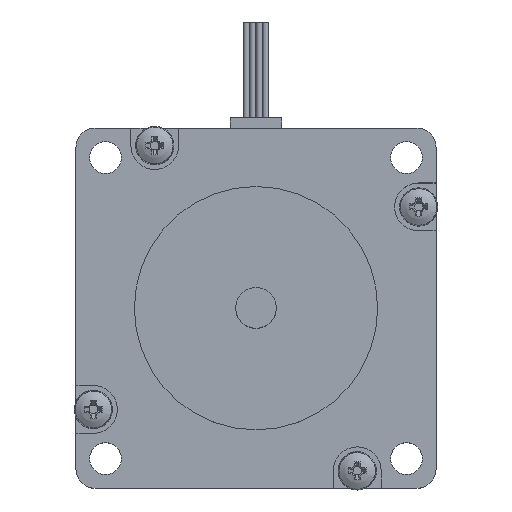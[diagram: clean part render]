
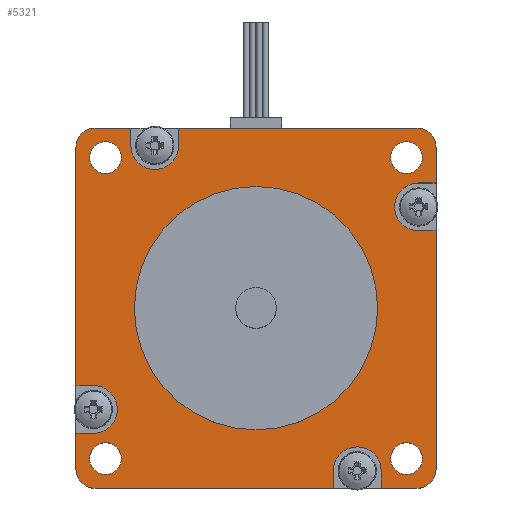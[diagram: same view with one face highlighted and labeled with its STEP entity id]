
A CAD part, top view. The second image highlights one B-rep face of the part: STEP entity #5321.
In plain terms, the highlighted planar face has unit normal (0, 0, 1).
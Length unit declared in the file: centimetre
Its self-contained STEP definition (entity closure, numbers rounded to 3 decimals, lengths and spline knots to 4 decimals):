
#191=LINE('',#7914,#541);
#195=LINE('',#7926,#545);
#200=LINE('',#7937,#550);
#204=LINE('',#7949,#554);
#209=LINE('',#7960,#559);
#213=LINE('',#7972,#563);
#216=LINE('',#7978,#566);
#217=LINE('',#7982,#567);
#218=LINE('',#7984,#568);
#219=LINE('',#7988,#569);
#220=LINE('',#7990,#570);
#221=LINE('',#7993,#571);
#222=LINE('',#7995,#572);
#223=LINE('',#7998,#573);
#224=LINE('',#8000,#574);
#225=LINE('',#8003,#575);
#541=VECTOR('',#6296,0.2731);
#545=VECTOR('',#6308,0.2731);
#550=VECTOR('',#6317,0.2731);
#554=VECTOR('',#6329,0.2731);
#559=VECTOR('',#6338,0.2731);
#563=VECTOR('',#6350,0.2731);
#566=VECTOR('',#6357,0.5597);
#567=VECTOR('',#6360,3.7303);
#568=VECTOR('',#6361,0.2731);
#569=VECTOR('',#6364,0.2731);
#570=VECTOR('',#6365,0.5597);
#571=VECTOR('',#6368,3.7303);
#572=VECTOR('',#6369,0.5597);
#573=VECTOR('',#6372,3.7303);
#574=VECTOR('',#6373,0.5597);
#575=VECTOR('',#6376,3.7303);
#898=PLANE('',#5662);
#1055=FACE_BOUND('',#1458,.T.);
#1056=FACE_BOUND('',#1459,.T.);
#1057=FACE_BOUND('',#1460,.T.);
#1058=FACE_BOUND('',#1461,.T.);
#1059=FACE_BOUND('',#1462,.T.);
#1134=FACE_OUTER_BOUND('',#1457,.T.);
#1457=EDGE_LOOP('',(#3435,#3436,#3437,#3438,#3439,#3440,#3441,#3442,#3443,
#3444,#3445,#3446,#3447,#3448,#3449,#3450,#3451,#3452,#3453,#3454,#3455,
#3456,#3457,#3458));
#1458=EDGE_LOOP('',(#3459));
#1459=EDGE_LOOP('',(#3460));
#1460=EDGE_LOOP('',(#3461));
#1461=EDGE_LOOP('',(#3462));
#1462=EDGE_LOOP('',(#3463));
#1829=CIRCLE('',#5647,0.375);
#1831=CIRCLE('',#5653,0.375);
#1833=CIRCLE('',#5659,0.375);
#1834=CIRCLE('',#5663,0.3);
#1835=CIRCLE('',#5664,0.375);
#1836=CIRCLE('',#5665,0.3);
#1837=CIRCLE('',#5666,0.3);
#1838=CIRCLE('',#5667,0.3);
#1839=CIRCLE('',#5668,0.25);
#1840=CIRCLE('',#5669,0.25);
#1841=CIRCLE('',#5670,0.25);
#1842=CIRCLE('',#5671,0.25);
#1843=CIRCLE('',#5672,1.905);
#2132=VERTEX_POINT('',#7911);
#2133=VERTEX_POINT('',#7913);
#2135=VERTEX_POINT('',#7919);
#2137=VERTEX_POINT('',#7925);
#2140=VERTEX_POINT('',#7934);
#2141=VERTEX_POINT('',#7936);
#2143=VERTEX_POINT('',#7942);
#2145=VERTEX_POINT('',#7948);
#2148=VERTEX_POINT('',#7957);
#2149=VERTEX_POINT('',#7959);
#2151=VERTEX_POINT('',#7965);
#2153=VERTEX_POINT('',#7971);
#2154=VERTEX_POINT('',#7977);
#2155=VERTEX_POINT('',#7979);
#2156=VERTEX_POINT('',#7981);
#2157=VERTEX_POINT('',#7983);
#2158=VERTEX_POINT('',#7985);
#2159=VERTEX_POINT('',#7987);
#2160=VERTEX_POINT('',#7989);
#2161=VERTEX_POINT('',#7991);
#2162=VERTEX_POINT('',#7994);
#2163=VERTEX_POINT('',#7996);
#2164=VERTEX_POINT('',#7999);
#2165=VERTEX_POINT('',#8001);
#2166=VERTEX_POINT('',#8004);
#2167=VERTEX_POINT('',#8006);
#2168=VERTEX_POINT('',#8008);
#2169=VERTEX_POINT('',#8010);
#2170=VERTEX_POINT('',#8012);
#2638=EDGE_CURVE('',#2133,#2132,#191,.T.);
#2641=EDGE_CURVE('',#2135,#2133,#1829,.T.);
#2644=EDGE_CURVE('',#2137,#2135,#195,.T.);
#2649=EDGE_CURVE('',#2141,#2140,#200,.T.);
#2652=EDGE_CURVE('',#2143,#2141,#1831,.T.);
#2655=EDGE_CURVE('',#2145,#2143,#204,.T.);
#2660=EDGE_CURVE('',#2149,#2148,#209,.T.);
#2663=EDGE_CURVE('',#2151,#2149,#1833,.T.);
#2666=EDGE_CURVE('',#2153,#2151,#213,.T.);
#2669=EDGE_CURVE('',#2154,#2132,#216,.T.);
#2670=EDGE_CURVE('',#2155,#2154,#1834,.T.);
#2671=EDGE_CURVE('',#2156,#2155,#217,.T.);
#2672=EDGE_CURVE('',#2156,#2157,#218,.T.);
#2673=EDGE_CURVE('',#2157,#2158,#1835,.T.);
#2674=EDGE_CURVE('',#2158,#2159,#219,.T.);
#2675=EDGE_CURVE('',#2160,#2159,#220,.T.);
#2676=EDGE_CURVE('',#2161,#2160,#1836,.T.);
#2677=EDGE_CURVE('',#2153,#2161,#221,.T.);
#2678=EDGE_CURVE('',#2162,#2148,#222,.T.);
#2679=EDGE_CURVE('',#2163,#2162,#1837,.T.);
#2680=EDGE_CURVE('',#2145,#2163,#223,.T.);
#2681=EDGE_CURVE('',#2164,#2140,#224,.T.);
#2682=EDGE_CURVE('',#2165,#2164,#1838,.T.);
#2683=EDGE_CURVE('',#2137,#2165,#225,.T.);
#2684=EDGE_CURVE('',#2166,#2166,#1839,.T.);
#2685=EDGE_CURVE('',#2167,#2167,#1840,.T.);
#2686=EDGE_CURVE('',#2168,#2168,#1841,.T.);
#2687=EDGE_CURVE('',#2169,#2169,#1842,.T.);
#2688=EDGE_CURVE('',#2170,#2170,#1843,.T.);
#3435=ORIENTED_EDGE('',*,*,#2644,.T.);
#3436=ORIENTED_EDGE('',*,*,#2641,.T.);
#3437=ORIENTED_EDGE('',*,*,#2638,.T.);
#3438=ORIENTED_EDGE('',*,*,#2669,.F.);
#3439=ORIENTED_EDGE('',*,*,#2670,.F.);
#3440=ORIENTED_EDGE('',*,*,#2671,.F.);
#3441=ORIENTED_EDGE('',*,*,#2672,.T.);
#3442=ORIENTED_EDGE('',*,*,#2673,.T.);
#3443=ORIENTED_EDGE('',*,*,#2674,.T.);
#3444=ORIENTED_EDGE('',*,*,#2675,.F.);
#3445=ORIENTED_EDGE('',*,*,#2676,.F.);
#3446=ORIENTED_EDGE('',*,*,#2677,.F.);
#3447=ORIENTED_EDGE('',*,*,#2666,.T.);
#3448=ORIENTED_EDGE('',*,*,#2663,.T.);
#3449=ORIENTED_EDGE('',*,*,#2660,.T.);
#3450=ORIENTED_EDGE('',*,*,#2678,.F.);
#3451=ORIENTED_EDGE('',*,*,#2679,.F.);
#3452=ORIENTED_EDGE('',*,*,#2680,.F.);
#3453=ORIENTED_EDGE('',*,*,#2655,.T.);
#3454=ORIENTED_EDGE('',*,*,#2652,.T.);
#3455=ORIENTED_EDGE('',*,*,#2649,.T.);
#3456=ORIENTED_EDGE('',*,*,#2681,.F.);
#3457=ORIENTED_EDGE('',*,*,#2682,.F.);
#3458=ORIENTED_EDGE('',*,*,#2683,.F.);
#3459=ORIENTED_EDGE('',*,*,#2684,.T.);
#3460=ORIENTED_EDGE('',*,*,#2685,.T.);
#3461=ORIENTED_EDGE('',*,*,#2686,.T.);
#3462=ORIENTED_EDGE('',*,*,#2687,.T.);
#3463=ORIENTED_EDGE('',*,*,#2688,.T.);
#5321=ADVANCED_FACE('',(#1134,#1055,#1056,#1057,#1058,#1059),#898,.T.);
#5647=AXIS2_PLACEMENT_3D('',#7920,#6302,#6303);
#5653=AXIS2_PLACEMENT_3D('',#7943,#6323,#6324);
#5659=AXIS2_PLACEMENT_3D('',#7966,#6344,#6345);
#5662=AXIS2_PLACEMENT_3D('',#7976,#6355,#6356);
#5663=AXIS2_PLACEMENT_3D('',#7980,#6358,#6359);
#5664=AXIS2_PLACEMENT_3D('',#7986,#6362,#6363);
#5665=AXIS2_PLACEMENT_3D('',#7992,#6366,#6367);
#5666=AXIS2_PLACEMENT_3D('',#7997,#6370,#6371);
#5667=AXIS2_PLACEMENT_3D('',#8002,#6374,#6375);
#5668=AXIS2_PLACEMENT_3D('',#8005,#6377,#6378);
#5669=AXIS2_PLACEMENT_3D('',#8007,#6379,#6380);
#5670=AXIS2_PLACEMENT_3D('',#8009,#6381,#6382);
#5671=AXIS2_PLACEMENT_3D('',#8011,#6383,#6384);
#5672=AXIS2_PLACEMENT_3D('',#8013,#6385,#6386);
#6296=DIRECTION('',(-1.,0.,0.));
#6302=DIRECTION('center_axis',(0.,0.,-1.));
#6303=DIRECTION('ref_axis',(0.,-1.,0.));
#6308=DIRECTION('',(1.,0.,0.));
#6317=DIRECTION('',(0.,1.,0.));
#6323=DIRECTION('center_axis',(0.,0.,-1.));
#6324=DIRECTION('ref_axis',(-1.,0.,0.));
#6329=DIRECTION('',(0.,-1.,0.));
#6338=DIRECTION('',(1.,0.,0.));
#6344=DIRECTION('center_axis',(0.,0.,-1.));
#6345=DIRECTION('ref_axis',(0.,1.,0.));
#6350=DIRECTION('',(-1.,0.,0.));
#6355=DIRECTION('center_axis',(0.,0.,1.));
#6356=DIRECTION('ref_axis',(1.,0.,0.));
#6357=DIRECTION('',(0.,1.,0.));
#6358=DIRECTION('center_axis',(0.,0.,-1.));
#6359=DIRECTION('ref_axis',(-0.707,-0.707,0.));
#6360=DIRECTION('',(-1.,0.,0.));
#6361=DIRECTION('',(0.,1.,0.));
#6362=DIRECTION('center_axis',(0.,0.,-1.));
#6363=DIRECTION('ref_axis',(1.,0.,0.));
#6364=DIRECTION('',(0.,-1.,0.));
#6365=DIRECTION('',(-1.,0.,0.));
#6366=DIRECTION('center_axis',(0.,0.,-1.));
#6367=DIRECTION('ref_axis',(0.707,-0.707,0.));
#6368=DIRECTION('',(0.,-1.,0.));
#6369=DIRECTION('',(0.,-1.,0.));
#6370=DIRECTION('center_axis',(0.,0.,-1.));
#6371=DIRECTION('ref_axis',(0.707,0.707,0.));
#6372=DIRECTION('',(1.,0.,0.));
#6373=DIRECTION('',(1.,0.,0.));
#6374=DIRECTION('center_axis',(0.,0.,-1.));
#6375=DIRECTION('ref_axis',(-0.707,0.707,0.));
#6376=DIRECTION('',(0.,1.,0.));
#6377=DIRECTION('center_axis',(0.,0.,-1.));
#6378=DIRECTION('ref_axis',(1.,0.,0.));
#6379=DIRECTION('center_axis',(0.,0.,-1.));
#6380=DIRECTION('ref_axis',(1.,0.,0.));
#6381=DIRECTION('center_axis',(0.,0.,-1.));
#6382=DIRECTION('ref_axis',(1.,0.,0.));
#6383=DIRECTION('center_axis',(0.,0.,-1.));
#6384=DIRECTION('ref_axis',(1.,0.,0.));
#6385=DIRECTION('center_axis',(0.,0.,-1.));
#6386=DIRECTION('ref_axis',(-1.,0.,0.));
#7911=CARTESIAN_POINT('',(-2.82,-1.9603,0.42));
#7913=CARTESIAN_POINT('',(-2.5469,-1.9603,0.42));
#7914=CARTESIAN_POINT('',(-1.41,-1.9603,0.42));
#7919=CARTESIAN_POINT('',(-2.5469,-1.2103,0.42));
#7920=CARTESIAN_POINT('Origin',(-2.5469,-1.5853,0.42));
#7925=CARTESIAN_POINT('',(-2.82,-1.2103,0.42));
#7926=CARTESIAN_POINT('',(-1.2735,-1.2103,0.42));
#7934=CARTESIAN_POINT('',(-1.9603,2.82,0.42));
#7936=CARTESIAN_POINT('',(-1.9603,2.5469,0.42));
#7937=CARTESIAN_POINT('',(-1.9603,1.41,0.42));
#7942=CARTESIAN_POINT('',(-1.2103,2.5469,0.42));
#7943=CARTESIAN_POINT('Origin',(-1.5853,2.5469,0.42));
#7948=CARTESIAN_POINT('',(-1.2103,2.82,0.42));
#7949=CARTESIAN_POINT('',(-1.2103,1.2735,0.42));
#7957=CARTESIAN_POINT('',(2.82,1.9603,0.42));
#7959=CARTESIAN_POINT('',(2.5469,1.9603,0.42));
#7960=CARTESIAN_POINT('',(1.41,1.9603,0.42));
#7965=CARTESIAN_POINT('',(2.5469,1.2103,0.42));
#7966=CARTESIAN_POINT('Origin',(2.5469,1.5853,0.42));
#7971=CARTESIAN_POINT('',(2.82,1.2103,0.42));
#7972=CARTESIAN_POINT('',(1.2735,1.2103,0.42));
#7976=CARTESIAN_POINT('Origin',(0.,0.,
0.42));
#7977=CARTESIAN_POINT('',(-2.82,-2.52,0.42));
#7978=CARTESIAN_POINT('',(-2.82,-2.82,0.42));
#7979=CARTESIAN_POINT('',(-2.52,-2.82,0.42));
#7980=CARTESIAN_POINT('Origin',(-2.52,-2.52,0.42));
#7981=CARTESIAN_POINT('',(1.2103,-2.82,0.42));
#7982=CARTESIAN_POINT('',(2.82,-2.82,0.42));
#7983=CARTESIAN_POINT('',(1.2103,-2.5469,0.42));
#7984=CARTESIAN_POINT('',(1.2103,-1.2735,0.42));
#7985=CARTESIAN_POINT('',(1.9603,-2.5469,0.42));
#7986=CARTESIAN_POINT('Origin',(1.5853,-2.5469,0.42));
#7987=CARTESIAN_POINT('',(1.9603,-2.82,0.42));
#7988=CARTESIAN_POINT('',(1.9603,-1.41,0.42));
#7989=CARTESIAN_POINT('',(2.52,-2.82,0.42));
#7990=CARTESIAN_POINT('',(2.82,-2.82,0.42));
#7991=CARTESIAN_POINT('',(2.82,-2.52,0.42));
#7992=CARTESIAN_POINT('Origin',(2.52,-2.52,0.42));
#7993=CARTESIAN_POINT('',(2.82,2.82,0.42));
#7994=CARTESIAN_POINT('',(2.82,2.52,0.42));
#7995=CARTESIAN_POINT('',(2.82,2.82,0.42));
#7996=CARTESIAN_POINT('',(2.52,2.82,0.42));
#7997=CARTESIAN_POINT('Origin',(2.52,2.52,0.42));
#7998=CARTESIAN_POINT('',(-2.82,2.82,0.42));
#7999=CARTESIAN_POINT('',(-2.52,2.82,0.42));
#8000=CARTESIAN_POINT('',(-2.82,2.82,0.42));
#8001=CARTESIAN_POINT('',(-2.82,2.52,0.42));
#8002=CARTESIAN_POINT('Origin',(-2.52,2.52,0.42));
#8003=CARTESIAN_POINT('',(-2.82,-2.82,0.42));
#8004=CARTESIAN_POINT('',(2.607,-2.357,0.42));
#8005=CARTESIAN_POINT('Origin',(2.357,-2.357,0.42));
#8006=CARTESIAN_POINT('',(2.607,2.357,0.42));
#8007=CARTESIAN_POINT('Origin',(2.357,2.357,0.42));
#8008=CARTESIAN_POINT('',(-2.107,-2.357,0.42));
#8009=CARTESIAN_POINT('Origin',(-2.357,-2.357,0.42));
#8010=CARTESIAN_POINT('',(-2.107,2.357,0.42));
#8011=CARTESIAN_POINT('Origin',(-2.357,2.357,0.42));
#8012=CARTESIAN_POINT('',(1.905,0.,0.42));
#8013=CARTESIAN_POINT('Origin',(0.,0.,
0.42));
